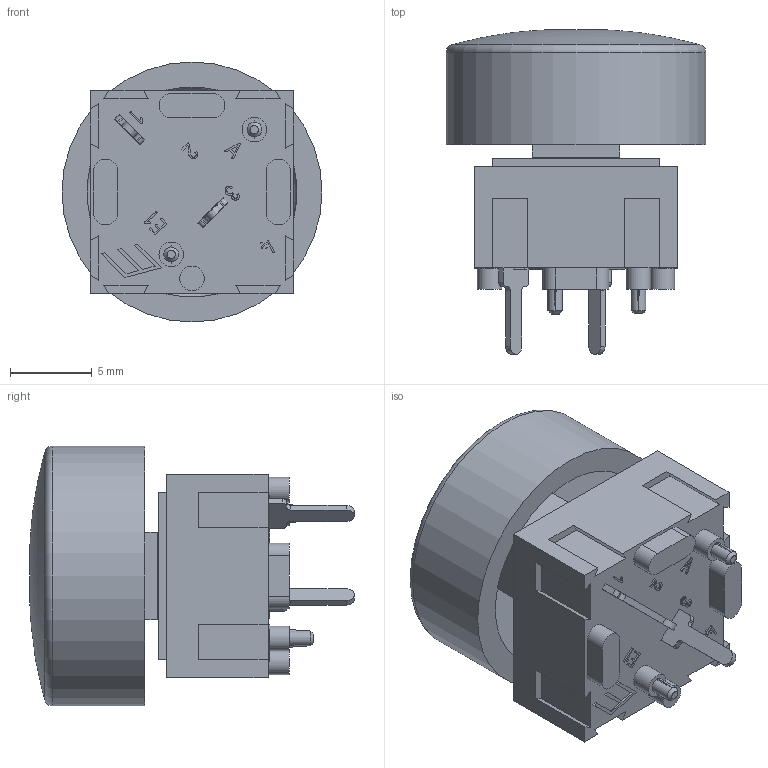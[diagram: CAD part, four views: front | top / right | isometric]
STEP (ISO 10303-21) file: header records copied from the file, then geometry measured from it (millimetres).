
FILE_DESCRIPTION((' '),'2;1');
FILE_NAME('320.02E11.09xxx.stp.stp','2017-07-27T08:45:52',(' '),(' '),' ','ACIS',' ');
FILE_SCHEMA(('CONFIG_CONTROL_DESIGN'));
Length unit declared in the file: inch
Products named in the file (1): 320.02E11.09xxx.stp.stp
Bounding box: 15.88 x 19.83 x 15.88 mm (x, y, z)
Volume: 9.2 mm3; surface area: 2870.7 mm2
Topology: 1 solids, 2 shells, 611 faces, 1695 edges, 1100 vertices
Faces by surface type: plane 370, cylinder 123, bspline 71, cone 23, torus 13, sphere 11
Full cylindrical faces by diameter (mm): 0.8 x5, 1.5 x4, 15.875 x1
Entity records: 19956 total; most frequent: CARTESIAN_POINT 4816, ORIENTED_EDGE 3294, DIRECTION 2846, EDGE_CURVE 1648, VECTOR 1138, LINE 1138, VERTEX_POINT 1078, AXIS2_PLACEMENT_3D 854
